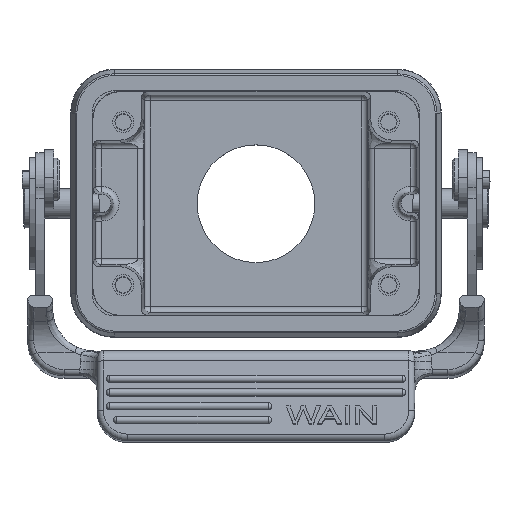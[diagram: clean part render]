
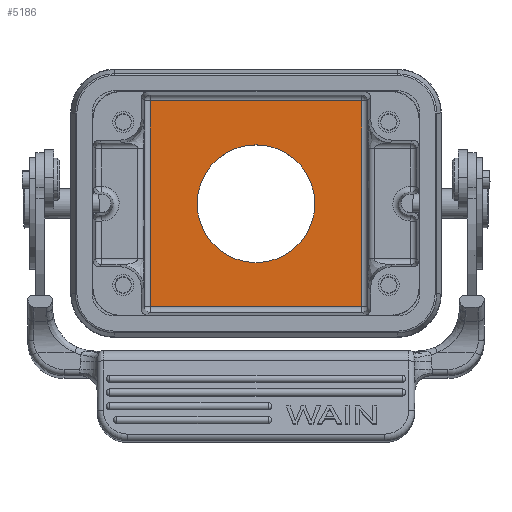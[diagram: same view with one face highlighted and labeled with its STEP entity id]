
A CAD part, top view. The second image highlights one B-rep face of the part: STEP entity #5186.
In plain terms, the highlighted planar face has unit normal (0, 0, 1).
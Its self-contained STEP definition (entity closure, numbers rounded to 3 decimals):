
#4224=FACE_BOUND('',#8100,.T.);
#4225=FACE_BOUND('',#8101,.T.);
#5186=ADVANCED_FACE('NONE',(#4224,#4225),#6266,.T.);
#6266=PLANE('',#24272);
#8100=EDGE_LOOP('',(#13608));
#8101=EDGE_LOOP('',(#13609,#13610,#13611,#13612));
#9625=LINE('',#34581,#11081);
#9627=LINE('',#34584,#11083);
#9628=LINE('',#34586,#11084);
#9639=LINE('',#34641,#11095);
#11081=VECTOR('',#26836,1.);
#11083=VECTOR('',#26840,1.);
#11084=VECTOR('',#26843,1.);
#11095=VECTOR('',#26876,1.);
#13608=ORIENTED_EDGE('',*,*,#21086,.F.);
#13609=ORIENTED_EDGE('',*,*,#21066,.T.);
#13610=ORIENTED_EDGE('',*,*,#21067,.T.);
#13611=ORIENTED_EDGE('',*,*,#21064,.T.);
#13612=ORIENTED_EDGE('',*,*,#21087,.T.);
#18697=VERTEX_POINT('',#33324);
#18701=VERTEX_POINT('',#33332);
#18703=VERTEX_POINT('',#33338);
#18707=VERTEX_POINT('',#33346);
#18764=VERTEX_POINT('',#34640);
#21064=EDGE_CURVE('NONE',#18701,#18697,#9625,.T.);
#21066=EDGE_CURVE('NONE',#18707,#18703,#9627,.T.);
#21067=EDGE_CURVE('NONE',#18703,#18701,#9628,.T.);
#21086=EDGE_CURVE('',#18764,#18764,#23460,.T.);
#21087=EDGE_CURVE('NONE',#18697,#18707,#9639,.T.);
#23460=CIRCLE('',#24271,9.75);
#24271=AXIS2_PLACEMENT_3D('',#34639,#26874,#26875);
#24272=AXIS2_PLACEMENT_3D('',#34642,#26877,#26878);
#26836=DIRECTION('',(0.,1.,0.));
#26840=DIRECTION('',(0.,-1.,0.));
#26843=DIRECTION('',(1.,0.,0.));
#26874=DIRECTION('',(0.,0.,1.));
#26875=DIRECTION('',(0.,-1.,0.));
#26876=DIRECTION('',(-1.,0.,0.));
#26877=DIRECTION('',(0.,0.,1.));
#26878=DIRECTION('',(0.,-1.,0.));
#33324=CARTESIAN_POINT('',(17.532,17.032,-10.75));
#33332=CARTESIAN_POINT('',(17.532,-17.032,-10.75));
#33338=CARTESIAN_POINT('',(-17.532,-17.032,-10.75));
#33346=CARTESIAN_POINT('',(-17.532,17.032,-10.75));
#34581=CARTESIAN_POINT('',(17.532,0.,-10.75));
#34584=CARTESIAN_POINT('',(-17.532,0.,-10.75));
#34586=CARTESIAN_POINT('',(0.,-17.032,-10.75));
#34639=CARTESIAN_POINT('',(0.,0.,-10.75));
#34640=CARTESIAN_POINT('',(0.,-9.75,-10.75));
#34641=CARTESIAN_POINT('',(-18.154,17.032,-10.75));
#34642=CARTESIAN_POINT('',(0.,0.,-10.75));
